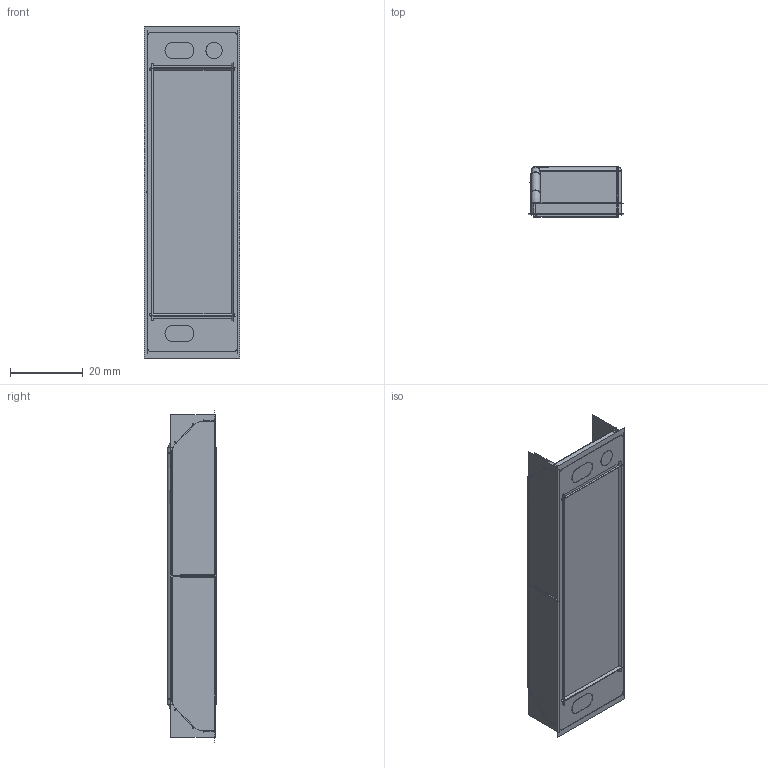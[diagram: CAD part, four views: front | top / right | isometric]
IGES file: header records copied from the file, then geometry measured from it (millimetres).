
Start section:  PTC IGES file: 210928.igs
Global section: file name: 210928.igs; native system: Creo Parametric by PTC Inc.; preprocessor: 2018300; author: pdmadmin; organization: Unknown; date: 20190319.125844; units: millimetre
Bounding box: 26.21 x 13.71 x 91.52 mm (x, y, z)
Volume: 23878.8 mm3; surface area: 36170.9 mm2
Topology: 1 solids, 1 shells, 196 faces, 1048 edges, 1321 vertices
Faces by surface type: revolution 120, bspline 76
